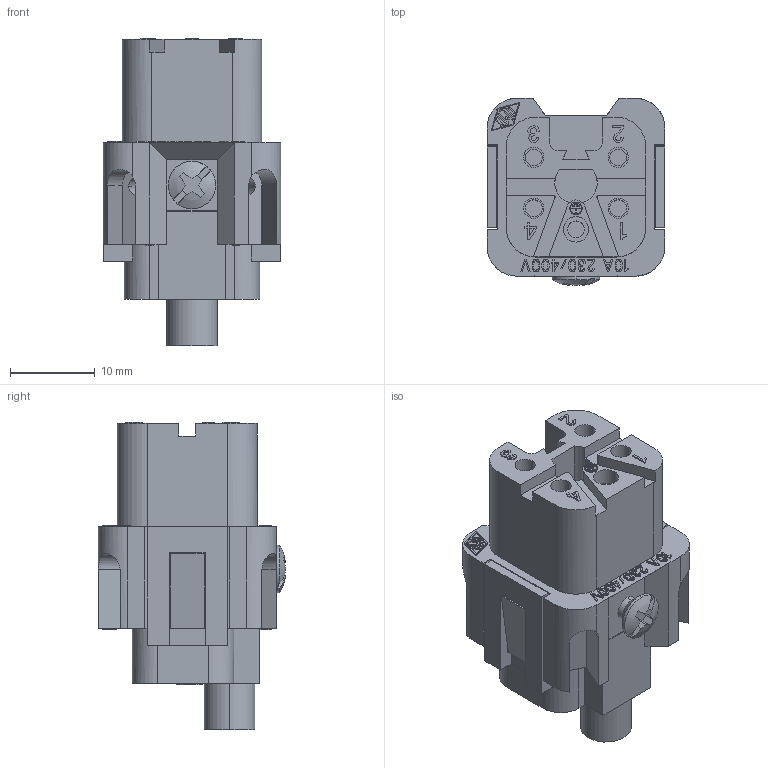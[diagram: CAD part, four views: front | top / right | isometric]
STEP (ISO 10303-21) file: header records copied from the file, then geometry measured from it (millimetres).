
FILE_DESCRIPTION(('Creo Elements/Direct Modeling STEP Export'),'2;1');
FILE_NAME('0lndrr04h2mgv1t4688','2018-02-05T13:03:57',(''),(''),'PTC Creo Elements/Direct Modeling STEP processor for AP214 (Solid Model)','PTC Creo Elements/Direct Modeling 19.0B 21-Mar-2015 (C) Parametric Technology GmbH','');
FILE_SCHEMA(('AUTOMOTIVE_DESIGN { 1 0 10303 214 1 1 1 1 }'));
Length unit declared in the file: millimetre
Products named in the file (2): CKF_04_RY
Assembly tree (1 placements, depth 2):
  CKF_04_RY
    CKF_04_RY
Bounding box: 21 x 22.12 x 36.35 mm (x, y, z)
Volume: 7501 mm3; surface area: 5840.7 mm2
Topology: 1 solids, 3 shells, 1131 faces, 3160 edges, 2102 vertices
Faces by surface type: plane 1001, cylinder 116, torus 10, sphere 2, cone 2
Entity records: 38124 total; most frequent: CARTESIAN_POINT 8251, ORIENTED_EDGE 6320, DIRECTION 5414, EDGE_CURVE 3160, VECTOR 2822, LINE 2822, VERTEX_POINT 2102, AXIS2_PLACEMENT_3D 1296
